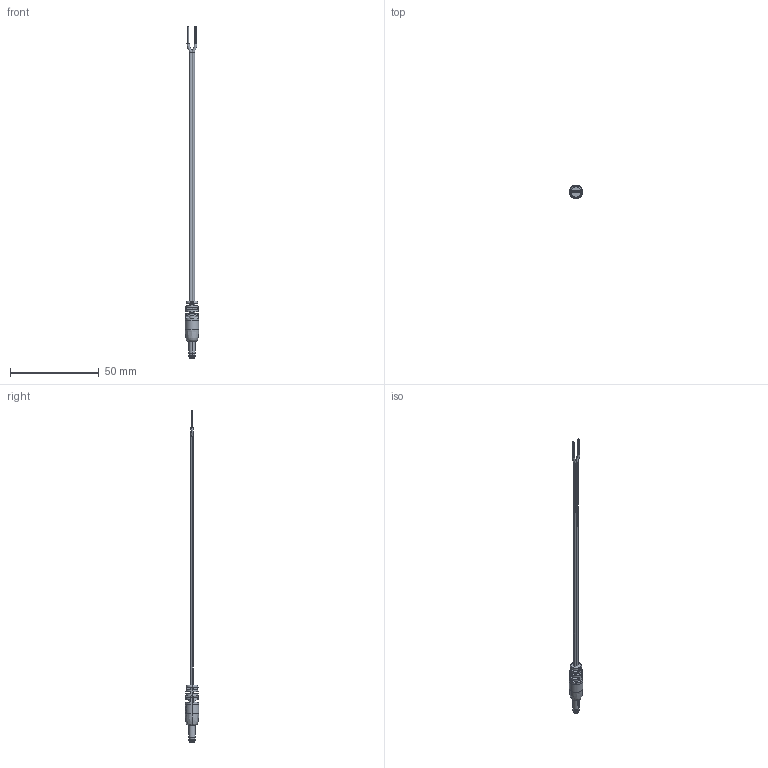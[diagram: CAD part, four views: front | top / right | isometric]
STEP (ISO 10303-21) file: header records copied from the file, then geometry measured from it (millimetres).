
FILE_DESCRIPTION (( 'STEP AP214' ), '1' );
FILE_NAME ('10-02489_revA.STEP', '2017-10-03T18:08:39', ( '' ), ( '' ), 'SwSTEP 2.0', 'SolidWorks 2015', '' );
FILE_SCHEMA (( 'AUTOMOTIVE_DESIGN' ));
Length unit declared in the file: millimetre
Products named in the file (8): 24-00002_default; 50-00001; 50-00001_insulator; 50-00001_shell; 50-00001_spring contact; 30-00404_stripped and tinned; 10-02489_revA; 50-00001_insulator2
Assembly tree (7 placements, depth 3):
  10-02489_revA
    30-00404_stripped and tinned
    24-00002_default
    50-00001
      50-00001_shell
      50-00001_insulator
      50-00001_spring contact
      50-00001_insulator2
Bounding box: 7.6 x 7.6 x 187.56 mm (x, y, z)
Volume: 1458.8 mm3; surface area: 6594.9 mm2
Topology: 49 solids, 49 shells, 607 faces, 1305 edges, 823 vertices
Faces by surface type: plane 231, cylinder 216, bspline 99, cone 41, torus 20
Entity records: 22993 total; most frequent: CARTESIAN_POINT 6907, DIRECTION 2646, ORIENTED_EDGE 2598, EDGE_CURVE 1299, AXIS2_PLACEMENT_3D 1109, VERTEX_POINT 821, EDGE_LOOP 694, ADVANCED_FACE 607
